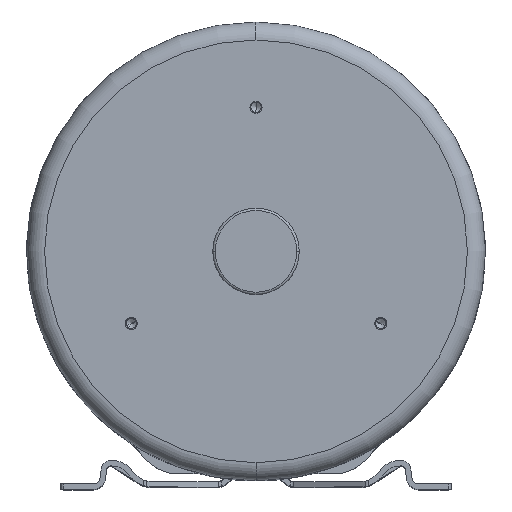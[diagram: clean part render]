
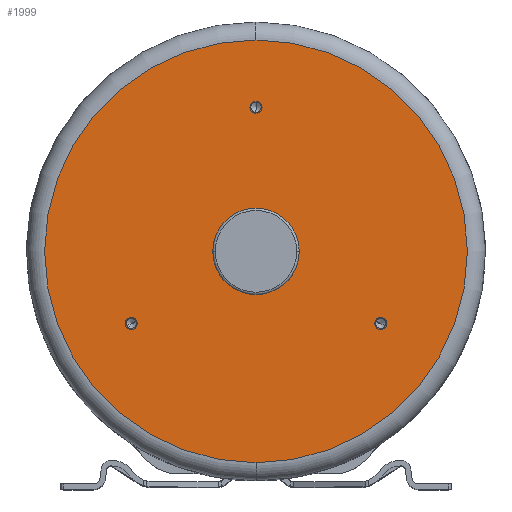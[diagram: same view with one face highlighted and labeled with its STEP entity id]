
A CAD part, top view. The second image highlights one B-rep face of the part: STEP entity #1999.
In plain terms, the highlighted face is planar.
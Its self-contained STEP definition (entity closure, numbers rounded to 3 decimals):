
#676=CARTESIAN_POINT('',(-105.,120.,0.));
#677=DIRECTION('',(-1.,0.,0.));
#678=DIRECTION('',(0.,1.,0.));
#679=AXIS2_PLACEMENT_3D('',#676,#677,#678);
#681=CARTESIAN_POINT('',(-105.,120.,0.));
#682=DIRECTION('',(-1.,0.,0.));
#683=DIRECTION('',(0.,-1.,0.));
#684=AXIS2_PLACEMENT_3D('',#681,#682,#683);
#686=CARTESIAN_POINT('',(-105.,-60.,103.923));
#687=DIRECTION('',(-1.,0.,0.));
#688=DIRECTION('',(0.,-0.5,0.866));
#689=AXIS2_PLACEMENT_3D('',#686,#687,#688);
#691=CARTESIAN_POINT('',(-105.,-60.,103.923));
#692=DIRECTION('',(-1.,0.,0.));
#693=DIRECTION('',(0.,0.5,-0.866));
#694=AXIS2_PLACEMENT_3D('',#691,#692,#693);
#696=CARTESIAN_POINT('',(-105.,-60.,-103.923));
#697=DIRECTION('',(-1.,0.,0.));
#698=DIRECTION('',(0.,-0.5,-0.866));
#699=AXIS2_PLACEMENT_3D('',#696,#697,#698);
#701=CARTESIAN_POINT('',(-105.,-60.,-103.923));
#702=DIRECTION('',(-1.,0.,0.));
#703=DIRECTION('',(0.,0.5,0.866));
#704=AXIS2_PLACEMENT_3D('',#701,#702,#703);
#706=CARTESIAN_POINT('',(-105.,0.,0.));
#707=DIRECTION('',(-1.,0.,0.));
#708=DIRECTION('',(0.,1.,0.));
#709=AXIS2_PLACEMENT_3D('',#706,#707,#708);
#711=CARTESIAN_POINT('',(-105.,0.,0.));
#712=DIRECTION('',(-1.,0.,0.));
#713=DIRECTION('',(0.,-1.,0.));
#714=AXIS2_PLACEMENT_3D('',#711,#712,#713);
#716=CARTESIAN_POINT('',(-105.,0.,0.));
#717=DIRECTION('',(-1.,0.,0.));
#718=DIRECTION('',(0.,0.,1.));
#719=AXIS2_PLACEMENT_3D('',#716,#717,#718);
#721=CARTESIAN_POINT('',(-105.,0.,0.));
#722=DIRECTION('',(-1.,0.,0.));
#723=DIRECTION('',(0.,0.,-1.));
#724=AXIS2_PLACEMENT_3D('',#721,#722,#723);
#1354=CARTESIAN_POINT('',(-105.,124.25,0.));
#1355=CARTESIAN_POINT('',(-105.,115.75,0.));
#1356=VERTEX_POINT('',#1354);
#1357=VERTEX_POINT('',#1355);
#1364=CARTESIAN_POINT('',(-105.,-62.125,107.604));
#1365=CARTESIAN_POINT('',(-105.,-57.875,100.242));
#1366=VERTEX_POINT('',#1364);
#1367=VERTEX_POINT('',#1365);
#1374=CARTESIAN_POINT('',(-105.,-62.125,-107.604));
#1375=CARTESIAN_POINT('',(-105.,-57.875,-100.242));
#1376=VERTEX_POINT('',#1374);
#1377=VERTEX_POINT('',#1375);
#1512=CARTESIAN_POINT('',(-105.,176.,0.));
#1513=CARTESIAN_POINT('',(-105.,-176.,0.));
#1514=VERTEX_POINT('',#1512);
#1515=VERTEX_POINT('',#1513);
#1620=CARTESIAN_POINT('',(-105.,0.,36.));
#1621=CARTESIAN_POINT('',(-105.,0.,-36.));
#1622=VERTEX_POINT('',#1620);
#1623=VERTEX_POINT('',#1621);
#1965=CARTESIAN_POINT('',(-105.,0.,0.));
#1966=DIRECTION('',(1.,0.,0.));
#1967=DIRECTION('',(0.,-1.,0.));
#1968=AXIS2_PLACEMENT_3D('',#1965,#1966,#1967);
#1969=PLANE('',#1968);
#1970=ORIENTED_EDGE('',*,*,#1955,.F.);
#1972=ORIENTED_EDGE('',*,*,#1971,.F.);
#1973=EDGE_LOOP('',(#1970,#1972));
#1974=FACE_OUTER_BOUND('',#1973,.F.);
#1976=ORIENTED_EDGE('',*,*,#1975,.T.);
#1978=ORIENTED_EDGE('',*,*,#1977,.T.);
#1979=EDGE_LOOP('',(#1976,#1978));
#1980=FACE_BOUND('',#1979,.F.);
#1982=ORIENTED_EDGE('',*,*,#1981,.T.);
#1984=ORIENTED_EDGE('',*,*,#1983,.T.);
#1985=EDGE_LOOP('',(#1982,#1984));
#1986=FACE_BOUND('',#1985,.F.);
#1988=ORIENTED_EDGE('',*,*,#1987,.T.);
#1990=ORIENTED_EDGE('',*,*,#1989,.T.);
#1991=EDGE_LOOP('',(#1988,#1990));
#1992=FACE_BOUND('',#1991,.F.);
#1994=ORIENTED_EDGE('',*,*,#1993,.T.);
#1996=ORIENTED_EDGE('',*,*,#1995,.T.);
#1997=EDGE_LOOP('',(#1994,#1996));
#1998=FACE_BOUND('',#1997,.F.);
#1999=ADVANCED_FACE('',(#1974,#1980,#1986,#1992,#1998),#1969,.F.);
#680=CIRCLE('',#679,4.25);
#685=CIRCLE('',#684,4.25);
#690=CIRCLE('',#689,4.25);
#695=CIRCLE('',#694,4.25);
#700=CIRCLE('',#699,4.25);
#705=CIRCLE('',#704,4.25);
#710=CIRCLE('',#709,176.);
#715=CIRCLE('',#714,176.);
#720=CIRCLE('',#719,36.);
#725=CIRCLE('',#724,36.);
#1955=EDGE_CURVE('',#1514,#1515,#710,.T.);
#1971=EDGE_CURVE('',#1515,#1514,#715,.T.);
#1975=EDGE_CURVE('',#1356,#1357,#680,.T.);
#1977=EDGE_CURVE('',#1357,#1356,#685,.T.);
#1981=EDGE_CURVE('',#1366,#1367,#690,.T.);
#1983=EDGE_CURVE('',#1367,#1366,#695,.T.);
#1987=EDGE_CURVE('',#1376,#1377,#700,.T.);
#1989=EDGE_CURVE('',#1377,#1376,#705,.T.);
#1993=EDGE_CURVE('',#1622,#1623,#720,.T.);
#1995=EDGE_CURVE('',#1623,#1622,#725,.T.);
